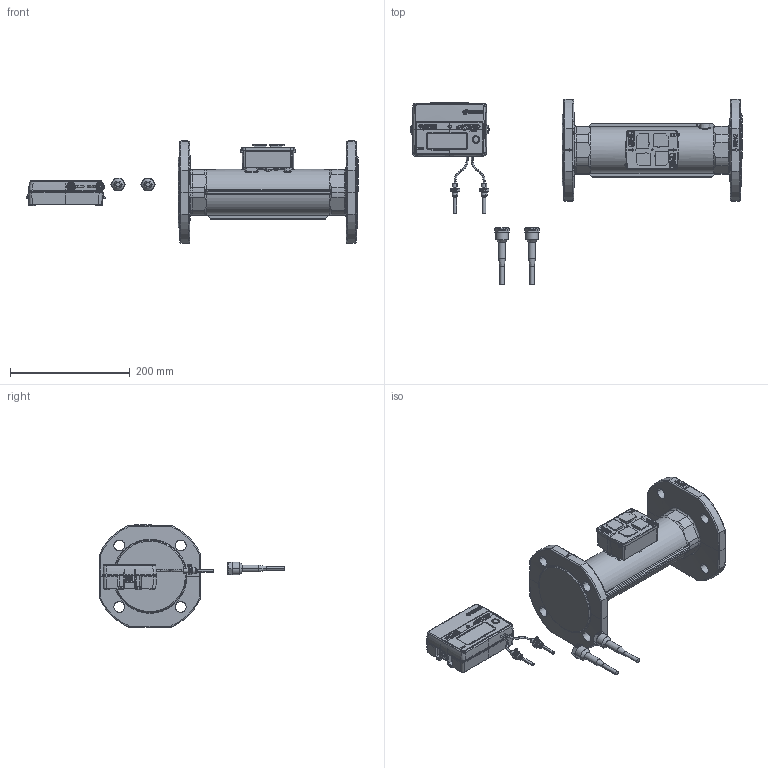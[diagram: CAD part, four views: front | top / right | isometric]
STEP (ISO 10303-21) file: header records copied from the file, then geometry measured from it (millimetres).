
FILE_DESCRIPTION(('CATIA V5 STEP Exchange','CAx-IF Rec.Pracs.--- Model Styling and Organization---1.4--- 2014-01-23','CAx-IF Rec.Pracs.---3D Tessellated Data Validation Properties---0.5---2014-09-14'),'2;1');
FILE_NAME('STEP_750710_-_TST.stp','2021-11-08T10:21:57+00:00',('none'),('none'),'CATIA Version 5-6 Release 2019 SP3','CATIA V5 STEP AP242 v1','none');
FILE_SCHEMA(('AP242_MANAGED_MODEL_BASED_3D_ENGINEERING_MIM_LF {1 0 10303 442 1 1 4}'));
Products named in the file (1): 750710 - TST
Bounding box: 553.63 x 310 x 170.8 mm (x, y, z)
Volume: 2768608.2 mm3; surface area: 261957.5 mm2
Topology: 5 solids, 64 shells, 3518 faces, 9536 edges, 6104 vertices
Faces by surface type: plane 1094, bspline 848, cylinder 703, torus 350, cone 253, extrusion 161, sphere 101, revolution 8
Entity records: 159062 total; most frequent: CARTESIAN_POINT 84581, ORIENTED_EDGE 18233, EDGE_CURVE 9436, DIRECTION 9039, VERTEX_POINT 6104, B_SPLINE_CURVE_WITH_KNOTS 3863, VECTOR 3759, EDGE_LOOP 3707
